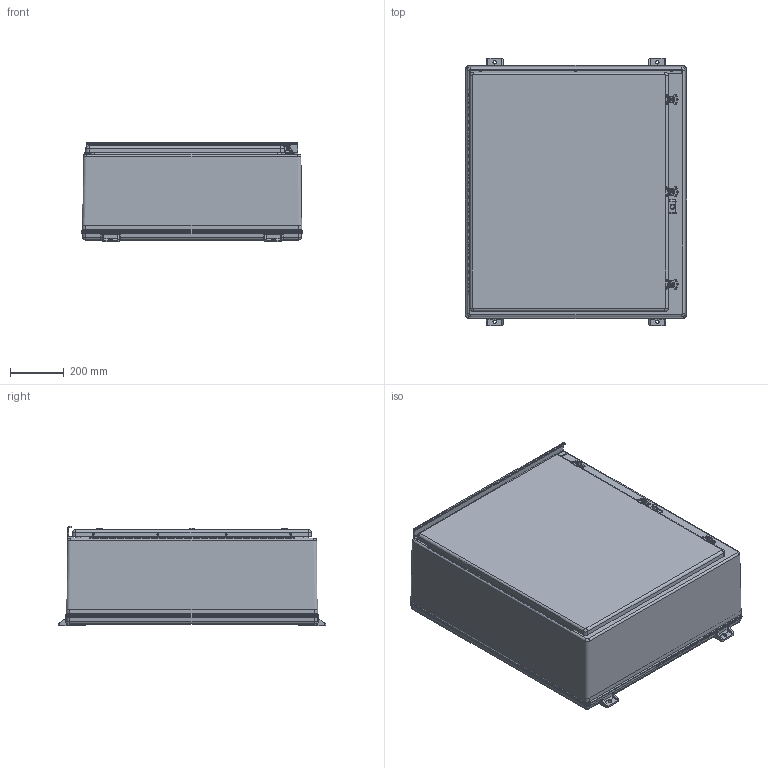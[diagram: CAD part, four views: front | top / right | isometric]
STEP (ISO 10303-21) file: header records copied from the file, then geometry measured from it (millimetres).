
FILE_DESCRIPTION(/* description */ (''),/* implementation_level */ '2;1');
FILE_NAME(/* name */ 'HW-N3R363012CH.stp',/* time_stamp */ '2014-03-13T12:19:21-05:00',/* author */ ('pmescher'),/* organization */ (''),/* preprocessor_version */ 'ST-DEVELOPER v15.2',/* originating_system */ 'Autodesk Inventor 2014',/* authorisation */ '');
FILE_SCHEMA (('AUTOMOTIVE_DESIGN { 1 0 10303 214 3 1 1 }'));
Length unit declared in the file: inch
Products named in the file (25): WPN363012SRT; WPN3630B; WPN363012RTPCVR; N363012G; WP363012RU; LL150  LATCH KEEPER PAD; LL150 LATCH RIVET PIN; LL150 KEEPER PAD ASSEMBLY; N3630RS; LL150 LATCH CAM; LL150 LATCH WING; LL150 LATCH BASE; LL150 LATCH HINGE PIN; N SERIES LL150 LATCH; HASP; HASP INSERT; HASP SCREW; HASP ASSEMBLY; 0.13 RIVET PIN; SS HINGE PIN (30); SS HINGE COVER (30); SS HINGE BASE  (30); 30; N363012RT_STP
Bounding box: 825.5 x 998.54 x 370.68 mm (x, y, z)
Volume: 15454657.5 mm3; surface area: 6146558.2 mm2
Topology: 49 solids, 49 shells, 1497 faces, 3709 edges, 2302 vertices
Faces by surface type: cylinder 602, plane 584, torus 142, bspline 99, sphere 38, cone 32
Full cylindrical faces by diameter (mm): 1.587 x12, 1.651 x11, 3.175 x61, 3.302 x51, 3.429 x6, 3.5 x6, 3.556 x12, 3.969 x6, 4.762 x6, 5.08 x6, 5.105 x1, 5.11 x1, 6.35 x1, 7.544 x11, 8.64 x2, 10.312 x1, 11 x2, 12.954 x2, 12.959 x2, 14.3 x4
Entity records: 34436 total; most frequent: CARTESIAN_POINT 9446, DIRECTION 5267, ORIENTED_EDGE 4778, EDGE_CURVE 2389, AXIS2_PLACEMENT_3D 1972, VERTEX_POINT 1604, EDGE_LOOP 1409, LINE 1323
